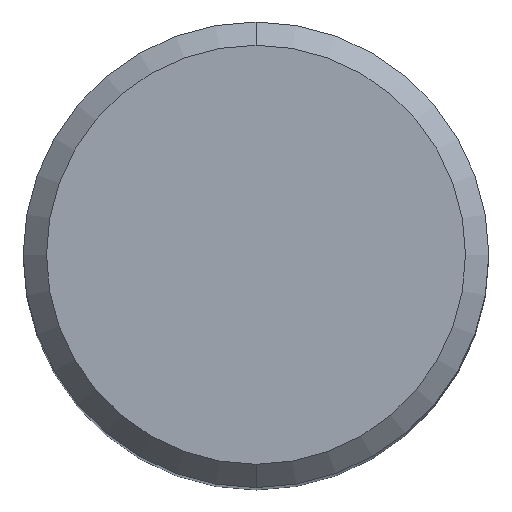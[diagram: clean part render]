
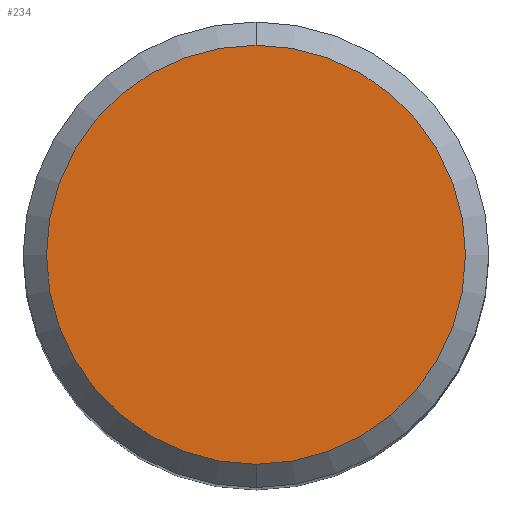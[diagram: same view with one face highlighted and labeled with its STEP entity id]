
A CAD part, top view. The second image highlights one B-rep face of the part: STEP entity #234.
In plain terms, the highlighted planar face has unit normal (0, 0, 1).
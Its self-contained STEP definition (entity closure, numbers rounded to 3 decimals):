
#180=EDGE_CURVE('',#414,#430,#484,.T.);
#234=ADVANCED_FACE('',(#540),#541,.T.);
#332=EDGE_CURVE('',#430,#414,#653,.T.);
#414=VERTEX_POINT('',#744);
#430=VERTEX_POINT('',#760);
#484=CIRCLE('',#808,7.2);
#540=FACE_OUTER_BOUND('',#935,.T.);
#541=PLANE('',#936);
#653=CIRCLE('',#1164,7.2);
#744=CARTESIAN_POINT('',(0.0,7.2,0.0));
#760=CARTESIAN_POINT('',(0.,-7.2,0.0));
#808=AXIS2_PLACEMENT_3D('',#1500,#1501,#1502);
#935=EDGE_LOOP('',(#1545,#1546));
#936=AXIS2_PLACEMENT_3D('',#1547,#1548,#1549);
#1164=AXIS2_PLACEMENT_3D('',#1696,#1697,#1698);
#1500=CARTESIAN_POINT('',(0.0,0.0,0.0));
#1501=DIRECTION('',(0.0,0.0,-1.0));
#1502=DIRECTION('',(0.0,1.0,0.0));
#1545=ORIENTED_EDGE('',*,*,#180,.F.);
#1546=ORIENTED_EDGE('',*,*,#332,.F.);
#1547=CARTESIAN_POINT('',(0.0,3.6,0.0));
#1548=DIRECTION('',(-0.0,0.0,1.0));
#1549=DIRECTION('',(0.0,-1.0,0.0));
#1696=CARTESIAN_POINT('',(0.0,0.0,0.0));
#1697=DIRECTION('',(0.0,0.0,-1.0));
#1698=DIRECTION('',(0.0,1.0,0.0));
